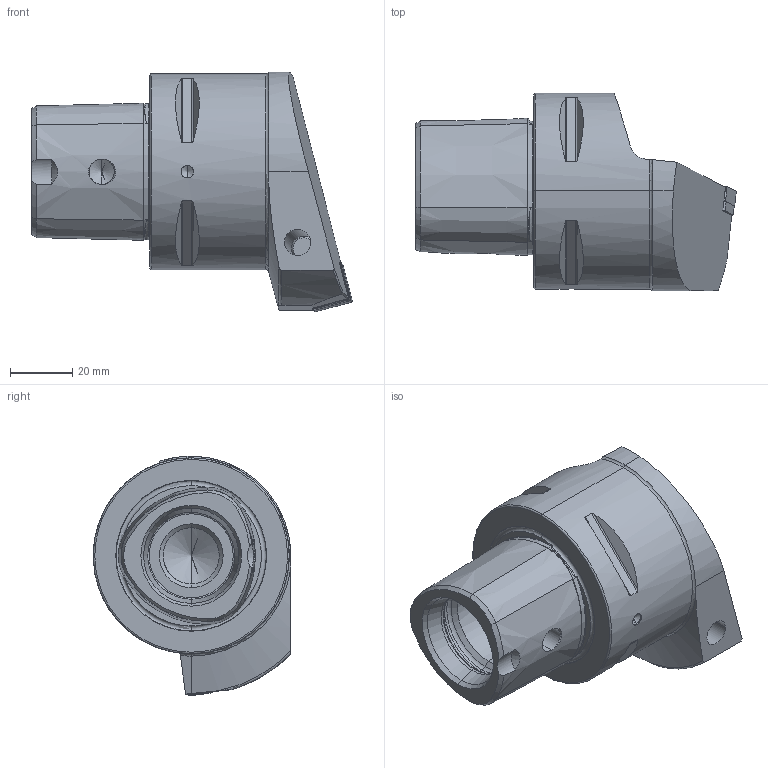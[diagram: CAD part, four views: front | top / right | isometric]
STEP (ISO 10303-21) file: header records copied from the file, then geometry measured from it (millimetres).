
FILE_DESCRIPTION (( 'STEP AP214' ), '1' );
FILE_NAME ('PS6.PSD.RBA.065.STEP', '2020-09-16T06:27:01', ( '' ), ( '' ), 'SwSTEP 2.0', 'SolidWorks 2017', '' );
FILE_SCHEMA (( 'AUTOMOTIVE_DESIGN' ));
Length unit declared in the file: millimetre
Products named in the file (8): PS6-PSD.RBA.065_A_Fertigbearbeitung; PS6.PSD.RBA.065; KVT_MB_600_060; WCD-ER3.101.000_A; WSD-ER2.101.003_A; WCD-ER4.101.017_A; WCD-ER1.101.000; SNMG120404
Assembly tree (7 placements, depth 2):
  PS6.PSD.RBA.065
    PS6-PSD.RBA.065_A_Fertigbearbeitung
    WSD-ER2.101.003_A
    WCD-ER1.101.000
    WCD-ER3.101.000_A
    WCD-ER4.101.017_A
    SNMG120404
    KVT_MB_600_060
Bounding box: 103 x 63.5 x 77 mm (x, y, z)
Volume: 169841.6 mm3; surface area: 31276.5 mm2
Topology: 8 solids, 8 shells, 339 faces, 824 edges, 493 vertices
Faces by surface type: cone 112, plane 89, cylinder 83, torus 40, bspline 13, sphere 2
Entity records: 11150 total; most frequent: CARTESIAN_POINT 3149, ORIENTED_EDGE 1610, DIRECTION 1594, EDGE_CURVE 805, AXIS2_PLACEMENT_3D 629, VERTEX_POINT 490, EDGE_LOOP 361, FACE_OUTER_BOUND 339
